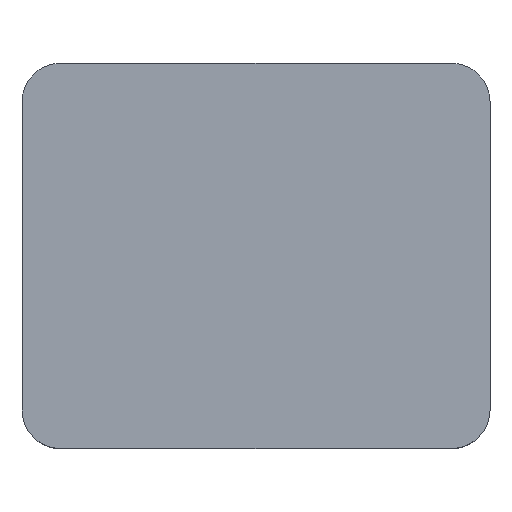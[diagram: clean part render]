
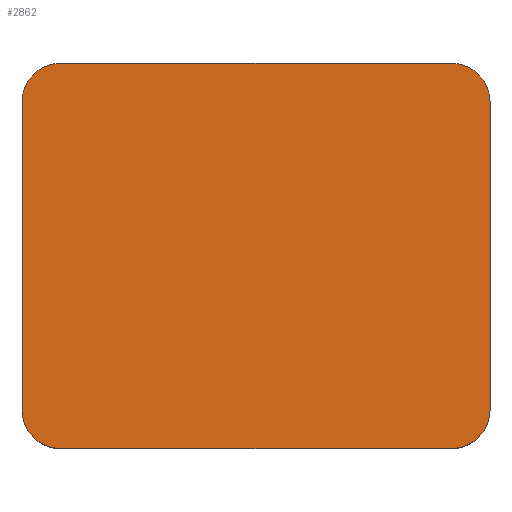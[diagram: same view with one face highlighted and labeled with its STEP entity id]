
A CAD part, top view. The second image highlights one B-rep face of the part: STEP entity #2862.
In plain terms, the highlighted planar face has unit normal (0, 0, 1).
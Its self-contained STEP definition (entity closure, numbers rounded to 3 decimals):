
#169=LINE('',#4284,#383);
#175=LINE('',#4313,#389);
#197=LINE('',#4415,#411);
#201=LINE('',#4425,#415);
#383=VECTOR('',#3391,10.);
#389=VECTOR('',#3423,10.);
#411=VECTOR('',#3539,10.);
#415=VECTOR('',#3551,10.);
#849=FACE_OUTER_BOUND('',#1050,.T.);
#1050=EDGE_LOOP('',(#2093,#2094,#2095,#2096,#2097,#2098,#2099,#2100));
#1194=CIRCLE('',#3027,10.);
#1210=CIRCLE('',#3075,10.);
#1211=CIRCLE('',#3077,10.);
#1214=CIRCLE('',#3083,10.);
#1291=VERTEX_POINT('',#4281);
#1292=VERTEX_POINT('',#4283);
#1298=VERTEX_POINT('',#4299);
#1299=VERTEX_POINT('',#4301);
#1302=VERTEX_POINT('',#4312);
#1333=VERTEX_POINT('',#4403);
#1335=VERTEX_POINT('',#4413);
#1337=VERTEX_POINT('',#4420);
#1558=EDGE_CURVE('',#1292,#1291,#169,.T.);
#1566=EDGE_CURVE('',#1298,#1299,#1194,.T.);
#1570=EDGE_CURVE('',#1302,#1299,#175,.T.);
#1610=EDGE_CURVE('',#1292,#1333,#1210,.T.);
#1612=EDGE_CURVE('',#1302,#1291,#1211,.T.);
#1616=EDGE_CURVE('',#1298,#1335,#197,.T.);
#1620=EDGE_CURVE('',#1337,#1335,#1214,.T.);
#1622=EDGE_CURVE('',#1337,#1333,#201,.T.);
#2093=ORIENTED_EDGE('',*,*,#1566,.F.);
#2094=ORIENTED_EDGE('',*,*,#1616,.T.);
#2095=ORIENTED_EDGE('',*,*,#1620,.F.);
#2096=ORIENTED_EDGE('',*,*,#1622,.T.);
#2097=ORIENTED_EDGE('',*,*,#1610,.F.);
#2098=ORIENTED_EDGE('',*,*,#1558,.T.);
#2099=ORIENTED_EDGE('',*,*,#1612,.F.);
#2100=ORIENTED_EDGE('',*,*,#1570,.T.);
#2764=PLANE('',#3085);
#2862=ADVANCED_FACE('',(#849),#2764,.T.);
#3027=AXIS2_PLACEMENT_3D('',#4302,#3408,#3409);
#3075=AXIS2_PLACEMENT_3D('',#4404,#3524,#3525);
#3077=AXIS2_PLACEMENT_3D('',#4407,#3529,#3530);
#3083=AXIS2_PLACEMENT_3D('',#4422,#3546,#3547);
#3085=AXIS2_PLACEMENT_3D('',#4426,#3552,#3553);
#3391=DIRECTION('',(0.,-1.,0.));
#3408=DIRECTION('center_axis',(0.,0.,-1.));
#3409=DIRECTION('ref_axis',(0.707,-0.707,0.));
#3423=DIRECTION('',(1.,0.,0.));
#3524=DIRECTION('center_axis',(0.,0.,-1.));
#3525=DIRECTION('ref_axis',(-0.707,0.707,0.));
#3529=DIRECTION('center_axis',(0.,0.,-1.));
#3530=DIRECTION('ref_axis',(-0.707,-0.707,0.));
#3539=DIRECTION('',(0.,1.,0.));
#3546=DIRECTION('center_axis',(0.,0.,-1.));
#3547=DIRECTION('ref_axis',(0.707,0.707,0.));
#3551=DIRECTION('',(-1.,0.,0.));
#3552=DIRECTION('center_axis',(0.,0.,1.));
#3553=DIRECTION('ref_axis',(1.,0.,0.));
#4281=CARTESIAN_POINT('',(-60.73,-39.99,25.3));
#4283=CARTESIAN_POINT('',(-60.73,39.99,25.3));
#4284=CARTESIAN_POINT('',(-60.73,-49.99,25.3));
#4299=CARTESIAN_POINT('',(60.73,-39.99,25.3));
#4301=CARTESIAN_POINT('',(50.73,-49.99,25.3));
#4302=CARTESIAN_POINT('Origin',(50.73,-39.99,25.3));
#4312=CARTESIAN_POINT('',(-50.73,-49.99,25.3));
#4313=CARTESIAN_POINT('',(60.73,-49.99,25.3));
#4403=CARTESIAN_POINT('',(-50.73,49.99,25.3));
#4404=CARTESIAN_POINT('Origin',(-50.73,39.99,25.3));
#4407=CARTESIAN_POINT('Origin',(-50.73,-39.99,25.3));
#4413=CARTESIAN_POINT('',(60.73,39.99,25.3));
#4415=CARTESIAN_POINT('',(60.73,49.99,25.3));
#4420=CARTESIAN_POINT('',(50.73,49.99,25.3));
#4422=CARTESIAN_POINT('Origin',(50.73,39.99,25.3));
#4425=CARTESIAN_POINT('',(-60.73,49.99,25.3));
#4426=CARTESIAN_POINT('Origin',(0.,0.,25.3));
